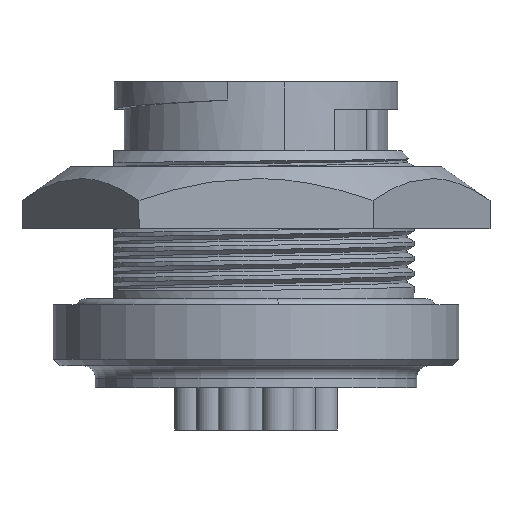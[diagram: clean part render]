
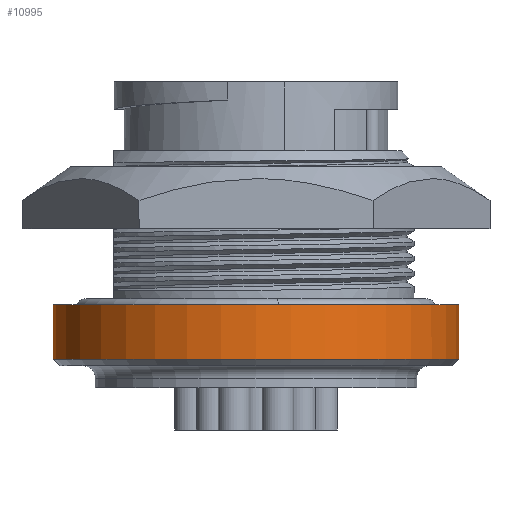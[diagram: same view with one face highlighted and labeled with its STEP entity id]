
A CAD part, front view. The second image highlights one B-rep face of the part: STEP entity #10995.
In plain terms, the highlighted cylindrical face has radius 12.7 mm (diameter 25.4 mm), a partial arc.
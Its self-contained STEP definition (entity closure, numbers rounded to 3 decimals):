
#234 = ORIENTED_EDGE ( 'NONE', *, *, #3428, .T. ) ;
#505 = DIRECTION ( 'NONE',  ( 1., 0., 0. ) ) ;
#826 = LINE ( 'NONE', #7066, #11180 ) ;
#2110 = CARTESIAN_POINT ( 'NONE',  ( -12.7, 0., 5.207 ) ) ;
#2165 = VECTOR ( 'NONE', #8891, 1000. ) ;
#2557 = CARTESIAN_POINT ( 'NONE',  ( 0., 0., 1.803 ) ) ;
#3428 = EDGE_CURVE ( 'NONE', #9056, #3530, #6375, .T. ) ;
#3435 = CARTESIAN_POINT ( 'NONE',  ( 12.7, 0., 5.207 ) ) ;
#3530 = VERTEX_POINT ( 'NONE', #12586 ) ;
#3859 = DIRECTION ( 'NONE',  ( 0., 0., 1. ) ) ;
#3913 = DIRECTION ( 'NONE',  ( -1., 0., 0. ) ) ;
#4182 = AXIS2_PLACEMENT_3D ( 'NONE', #8588, #5926, #505 ) ;
#4796 = CIRCLE ( 'NONE', #4182, 12.7 ) ;
#5170 = EDGE_LOOP ( 'NONE', ( #7291, #15379, #234, #15529 ) ) ;
#5926 = DIRECTION ( 'NONE',  ( 0., 0., 1. ) ) ;
#6267 = CARTESIAN_POINT ( 'NONE',  ( 12.7, 0., 1.803 ) ) ;
#6341 = CARTESIAN_POINT ( 'NONE',  ( 0., 0., 1.397 ) ) ;
#6375 = LINE ( 'NONE', #15748, #2165 ) ;
#6905 = AXIS2_PLACEMENT_3D ( 'NONE', #2557, #3859, #3913 ) ;
#7066 = CARTESIAN_POINT ( 'NONE',  ( 12.7, 0., 1.397 ) ) ;
#7222 = EDGE_CURVE ( 'NONE', #9836, #10066, #826, .T. ) ;
#7291 = ORIENTED_EDGE ( 'NONE', *, *, #7222, .F. ) ;
#7567 = CIRCLE ( 'NONE', #6905, 12.7 ) ;
#8141 = AXIS2_PLACEMENT_3D ( 'NONE', #6341, #14478, #14536 ) ;
#8588 = CARTESIAN_POINT ( 'NONE',  ( 0., 0., 5.207 ) ) ;
#8891 = DIRECTION ( 'NONE',  ( 0., 0., -1. ) ) ;
#9056 = VERTEX_POINT ( 'NONE', #2110 ) ;
#9836 = VERTEX_POINT ( 'NONE', #3435 ) ;
#10066 = VERTEX_POINT ( 'NONE', #6267 ) ;
#10530 = FACE_OUTER_BOUND ( 'NONE', #5170, .T. ) ;
#10915 = EDGE_CURVE ( 'NONE', #3530, #10066, #7567, .T. ) ;
#10995 = ADVANCED_FACE ( 'NONE', ( #10530 ), #13678, .T. ) ;
#11180 = VECTOR ( 'NONE', #12543, 1000. ) ;
#12155 = EDGE_CURVE ( 'NONE', #9056, #9836, #4796, .T. ) ;
#12543 = DIRECTION ( 'NONE',  ( 0., 0., -1. ) ) ;
#12586 = CARTESIAN_POINT ( 'NONE',  ( -12.7, 0., 1.803 ) ) ;
#13678 = CYLINDRICAL_SURFACE ( 'NONE', #8141, 12.7 ) ;
#14478 = DIRECTION ( 'NONE',  ( 0., 0., -1. ) ) ;
#14536 = DIRECTION ( 'NONE',  ( -1., 0., 0. ) ) ;
#15379 = ORIENTED_EDGE ( 'NONE', *, *, #12155, .F. ) ;
#15529 = ORIENTED_EDGE ( 'NONE', *, *, #10915, .T. ) ;
#15748 = CARTESIAN_POINT ( 'NONE',  ( -12.7, 0., 1.397 ) ) ;
